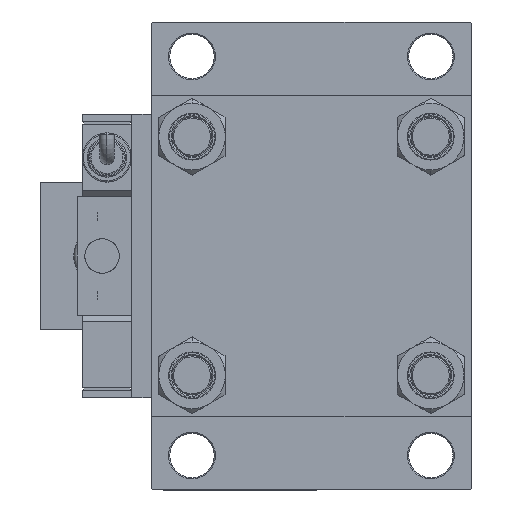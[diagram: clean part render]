
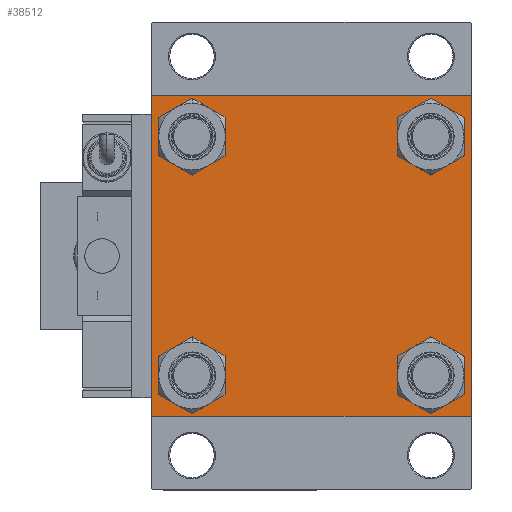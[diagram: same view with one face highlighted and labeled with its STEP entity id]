
A CAD part, left-side view. The second image highlights one B-rep face of the part: STEP entity #38512.
In plain terms, the highlighted planar face has unit normal (-1, 0, 0).
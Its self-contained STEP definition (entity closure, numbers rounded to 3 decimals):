
#437 = VERTEX_POINT ( 'NONE', #13824 ) ;
#493 = DIRECTION ( 'NONE',  ( 0., -0.707, -0.707 ) ) ;
#564 = DIRECTION ( 'NONE',  ( 0., 0., 1. ) ) ;
#613 = CARTESIAN_POINT ( 'NONE',  ( 0., 48.45, 48.45 ) ) ;
#885 = VERTEX_POINT ( 'NONE', #19577 ) ;
#973 = VERTEX_POINT ( 'NONE', #24160 ) ;
#1025 = FACE_BOUND ( 'NONE', #5345, .T. ) ;
#1214 = DIRECTION ( 'NONE',  ( 0., 0., 1. ) ) ;
#2052 = CARTESIAN_POINT ( 'NONE',  ( 0., -48.45, 56.95 ) ) ;
#2278 = DIRECTION ( 'NONE',  ( 0., 0.707, 0.707 ) ) ;
#2331 = EDGE_CURVE ( 'NONE', #11928, #45892, #52770, .T. ) ;
#3033 = ORIENTED_EDGE ( 'NONE', *, *, #7686, .T. ) ;
#3093 = EDGE_LOOP ( 'NONE', ( #43379, #47515 ) ) ;
#3450 = CARTESIAN_POINT ( 'NONE',  ( 0., -65., 65. ) ) ;
#3483 = CARTESIAN_POINT ( 'NONE',  ( 0., -48.45, -39.95 ) ) ;
#3514 = EDGE_CURVE ( 'NONE', #47674, #38211, #26893, .T. ) ;
#3561 = AXIS2_PLACEMENT_3D ( 'NONE', #37804, #42650, #38598 ) ;
#3859 = AXIS2_PLACEMENT_3D ( 'NONE', #8534, #13115, #36947 ) ;
#4350 = CARTESIAN_POINT ( 'NONE',  ( 0., 48.45, 56.95 ) ) ;
#5345 = EDGE_LOOP ( 'NONE', ( #29988, #46728 ) ) ;
#6403 = ORIENTED_EDGE ( 'NONE', *, *, #47809, .T. ) ;
#7686 = EDGE_CURVE ( 'NONE', #21548, #47674, #12377, .T. ) ;
#8407 = CARTESIAN_POINT ( 'NONE',  ( 0., -48.45, 48.45 ) ) ;
#8534 = CARTESIAN_POINT ( 'NONE',  ( 0., -48.45, 48.45 ) ) ;
#8982 = EDGE_CURVE ( 'NONE', #24718, #21548, #50958, .T. ) ;
#9653 = DIRECTION ( 'NONE',  ( 0., 0., 1. ) ) ;
#9851 = CARTESIAN_POINT ( 'NONE',  ( 0., 65., 65. ) ) ;
#10399 = DIRECTION ( 'NONE',  ( 0., -1., 0. ) ) ;
#10458 = CARTESIAN_POINT ( 'NONE',  ( 0., 0., 0. ) ) ;
#10521 = DIRECTION ( 'NONE',  ( 0., -1., 0. ) ) ;
#11883 = CARTESIAN_POINT ( 'NONE',  ( 0., -65., 64.5 ) ) ;
#11928 = VERTEX_POINT ( 'NONE', #13747 ) ;
#12377 = LINE ( 'NONE', #49695, #34675 ) ;
#13115 = DIRECTION ( 'NONE',  ( 1., 0., 0. ) ) ;
#13747 = CARTESIAN_POINT ( 'NONE',  ( 0., 48.45, -56.95 ) ) ;
#13762 = ORIENTED_EDGE ( 'NONE', *, *, #38636, .T. ) ;
#13824 = CARTESIAN_POINT ( 'NONE',  ( 0., -48.45, 39.95 ) ) ;
#13910 = VERTEX_POINT ( 'NONE', #3483 ) ;
#14393 = EDGE_CURVE ( 'NONE', #13910, #973, #26323, .T. ) ;
#14456 = EDGE_CURVE ( 'NONE', #38211, #38990, #51224, .T. ) ;
#15296 = ORIENTED_EDGE ( 'NONE', *, *, #30127, .T. ) ;
#15479 = CARTESIAN_POINT ( 'NONE',  ( 0., -65., -64.5 ) ) ;
#16613 = DIRECTION ( 'NONE',  ( 0., 0., 1. ) ) ;
#16787 = DIRECTION ( 'NONE',  ( 1., 0., 0. ) ) ;
#17025 = EDGE_LOOP ( 'NONE', ( #13762, #40300 ) ) ;
#18042 = FACE_OUTER_BOUND ( 'NONE', #37995, .T. ) ;
#18980 = AXIS2_PLACEMENT_3D ( 'NONE', #41723, #41458, #16613 ) ;
#19577 = CARTESIAN_POINT ( 'NONE',  ( 0., 64.5, 65. ) ) ;
#19671 = AXIS2_PLACEMENT_3D ( 'NONE', #613, #50340, #40700 ) ;
#19934 = DIRECTION ( 'NONE',  ( 0., 0., -1. ) ) ;
#21406 = AXIS2_PLACEMENT_3D ( 'NONE', #8407, #16787, #564 ) ;
#21548 = VERTEX_POINT ( 'NONE', #44298 ) ;
#22020 = CARTESIAN_POINT ( 'NONE',  ( 0., -64.75, 64.75 ) ) ;
#22070 = VERTEX_POINT ( 'NONE', #4350 ) ;
#22108 = FACE_BOUND ( 'NONE', #17025, .T. ) ;
#22219 = EDGE_LOOP ( 'NONE', ( #37457, #15296 ) ) ;
#22292 = CARTESIAN_POINT ( 'NONE',  ( 0., -64.75, -64.75 ) ) ;
#22433 = CARTESIAN_POINT ( 'NONE',  ( 0., -64.5, -65. ) ) ;
#22675 = VECTOR ( 'NONE', #26345, 1000. ) ;
#22906 = EDGE_CURVE ( 'NONE', #437, #49153, #43012, .T. ) ;
#23115 = CARTESIAN_POINT ( 'NONE',  ( 0., 65., -65. ) ) ;
#23217 = EDGE_CURVE ( 'NONE', #29929, #22070, #51637, .T. ) ;
#23947 = CARTESIAN_POINT ( 'NONE',  ( 0., 64.5, -65. ) ) ;
#23984 = CIRCLE ( 'NONE', #19671, 8.5 ) ;
#24160 = CARTESIAN_POINT ( 'NONE',  ( 0., -48.45, -56.95 ) ) ;
#24718 = VERTEX_POINT ( 'NONE', #51632 ) ;
#26323 = CIRCLE ( 'NONE', #38411, 8.5 ) ;
#26345 = DIRECTION ( 'NONE',  ( 0., 0., -1. ) ) ;
#26531 = EDGE_CURVE ( 'NONE', #45892, #11928, #32787, .T. ) ;
#26893 = LINE ( 'NONE', #23115, #36443 ) ;
#27257 = ORIENTED_EDGE ( 'NONE', *, *, #34809, .T. ) ;
#28031 = LINE ( 'NONE', #3450, #48455 ) ;
#29563 = VECTOR ( 'NONE', #44051, 1000. ) ;
#29639 = ORIENTED_EDGE ( 'NONE', *, *, #8982, .T. ) ;
#29929 = VERTEX_POINT ( 'NONE', #52076 ) ;
#29988 = ORIENTED_EDGE ( 'NONE', *, *, #26531, .T. ) ;
#30127 = EDGE_CURVE ( 'NONE', #973, #13910, #47518, .T. ) ;
#30476 = VECTOR ( 'NONE', #10521, 1000. ) ;
#30650 = DIRECTION ( 'NONE',  ( 0., -0.707, 0.707 ) ) ;
#31929 = EDGE_CURVE ( 'NONE', #49092, #38990, #28031, .T. ) ;
#32787 = CIRCLE ( 'NONE', #18980, 8.5 ) ;
#33633 = VERTEX_POINT ( 'NONE', #45628 ) ;
#34526 = FACE_BOUND ( 'NONE', #22219, .T. ) ;
#34675 = VECTOR ( 'NONE', #493, 1000. ) ;
#34809 = EDGE_CURVE ( 'NONE', #885, #24718, #51912, .T. ) ;
#35066 = ORIENTED_EDGE ( 'NONE', *, *, #14456, .T. ) ;
#36208 = DIRECTION ( 'NONE',  ( 0., 0., 1. ) ) ;
#36443 = VECTOR ( 'NONE', #10399, 1000. ) ;
#36947 = DIRECTION ( 'NONE',  ( 0., 0., 1. ) ) ;
#36973 = AXIS2_PLACEMENT_3D ( 'NONE', #44314, #51631, #36208 ) ;
#37238 = EDGE_CURVE ( 'NONE', #885, #33633, #42700, .T. ) ;
#37457 = ORIENTED_EDGE ( 'NONE', *, *, #14393, .T. ) ;
#37804 = CARTESIAN_POINT ( 'NONE',  ( 0., 48.45, -48.45 ) ) ;
#37828 = CARTESIAN_POINT ( 'NONE',  ( 0., 48.45, -39.95 ) ) ;
#37995 = EDGE_LOOP ( 'NONE', ( #29639, #3033, #41308, #35066, #42143, #6403, #39849, #27257 ) ) ;
#38211 = VERTEX_POINT ( 'NONE', #22433 ) ;
#38411 = AXIS2_PLACEMENT_3D ( 'NONE', #42036, #50685, #1214 ) ;
#38512 = ADVANCED_FACE ( 'NONE', ( #22108, #34526, #1025, #47496, #18042 ), #50757, .T. ) ;
#38598 = DIRECTION ( 'NONE',  ( 0., 0., 1. ) ) ;
#38636 = EDGE_CURVE ( 'NONE', #49153, #437, #39224, .T. ) ;
#38915 = CARTESIAN_POINT ( 'NONE',  ( 0., 65., 65. ) ) ;
#38990 = VERTEX_POINT ( 'NONE', #15479 ) ;
#39224 = CIRCLE ( 'NONE', #3859, 8.5 ) ;
#39311 = LINE ( 'NONE', #22020, #48027 ) ;
#39538 = CARTESIAN_POINT ( 'NONE',  ( 0., -48.45, -48.45 ) ) ;
#39849 = ORIENTED_EDGE ( 'NONE', *, *, #37238, .F. ) ;
#40300 = ORIENTED_EDGE ( 'NONE', *, *, #22906, .T. ) ;
#40700 = DIRECTION ( 'NONE',  ( 0., 0., 1. ) ) ;
#41308 = ORIENTED_EDGE ( 'NONE', *, *, #3514, .T. ) ;
#41458 = DIRECTION ( 'NONE',  ( 1., 0., 0. ) ) ;
#41723 = CARTESIAN_POINT ( 'NONE',  ( 0., 48.45, -48.45 ) ) ;
#42036 = CARTESIAN_POINT ( 'NONE',  ( 0., -48.45, -48.45 ) ) ;
#42143 = ORIENTED_EDGE ( 'NONE', *, *, #31929, .F. ) ;
#42650 = DIRECTION ( 'NONE',  ( 1., 0., 0. ) ) ;
#42700 = LINE ( 'NONE', #38915, #30476 ) ;
#43012 = CIRCLE ( 'NONE', #21406, 8.5 ) ;
#43379 = ORIENTED_EDGE ( 'NONE', *, *, #50476, .T. ) ;
#44051 = DIRECTION ( 'NONE',  ( 0., 0.707, -0.707 ) ) ;
#44128 = DIRECTION ( 'NONE',  ( 0., 0., 1. ) ) ;
#44298 = CARTESIAN_POINT ( 'NONE',  ( 0., 65., -64.5 ) ) ;
#44314 = CARTESIAN_POINT ( 'NONE',  ( 0., 48.45, 48.45 ) ) ;
#44476 = VECTOR ( 'NONE', #30650, 1000. ) ;
#45071 = AXIS2_PLACEMENT_3D ( 'NONE', #39538, #48719, #44128 ) ;
#45628 = CARTESIAN_POINT ( 'NONE',  ( 0., -64.5, 65. ) ) ;
#45892 = VERTEX_POINT ( 'NONE', #37828 ) ;
#46694 = DIRECTION ( 'NONE',  ( -1., 0., 0. ) ) ;
#46728 = ORIENTED_EDGE ( 'NONE', *, *, #2331, .T. ) ;
#47496 = FACE_BOUND ( 'NONE', #3093, .T. ) ;
#47515 = ORIENTED_EDGE ( 'NONE', *, *, #23217, .T. ) ;
#47518 = CIRCLE ( 'NONE', #45071, 8.5 ) ;
#47674 = VERTEX_POINT ( 'NONE', #23947 ) ;
#47809 = EDGE_CURVE ( 'NONE', #49092, #33633, #39311, .T. ) ;
#48027 = VECTOR ( 'NONE', #2278, 1000. ) ;
#48370 = CARTESIAN_POINT ( 'NONE',  ( 0., 64.75, 64.75 ) ) ;
#48455 = VECTOR ( 'NONE', #19934, 1000. ) ;
#48719 = DIRECTION ( 'NONE',  ( 1., 0., 0. ) ) ;
#49092 = VERTEX_POINT ( 'NONE', #11883 ) ;
#49153 = VERTEX_POINT ( 'NONE', #2052 ) ;
#49695 = CARTESIAN_POINT ( 'NONE',  ( 0., 64.75, -64.75 ) ) ;
#50340 = DIRECTION ( 'NONE',  ( 1., 0., 0. ) ) ;
#50476 = EDGE_CURVE ( 'NONE', #22070, #29929, #23984, .T. ) ;
#50685 = DIRECTION ( 'NONE',  ( 1., 0., 0. ) ) ;
#50757 = PLANE ( 'NONE',  #52171 ) ;
#50958 = LINE ( 'NONE', #9851, #22675 ) ;
#51224 = LINE ( 'NONE', #22292, #44476 ) ;
#51631 = DIRECTION ( 'NONE',  ( 1., 0., 0. ) ) ;
#51632 = CARTESIAN_POINT ( 'NONE',  ( 0., 65., 64.5 ) ) ;
#51637 = CIRCLE ( 'NONE', #36973, 8.5 ) ;
#51912 = LINE ( 'NONE', #48370, #29563 ) ;
#52076 = CARTESIAN_POINT ( 'NONE',  ( 0., 48.45, 39.95 ) ) ;
#52171 = AXIS2_PLACEMENT_3D ( 'NONE', #10458, #46694, #9653 ) ;
#52770 = CIRCLE ( 'NONE', #3561, 8.5 ) ;
